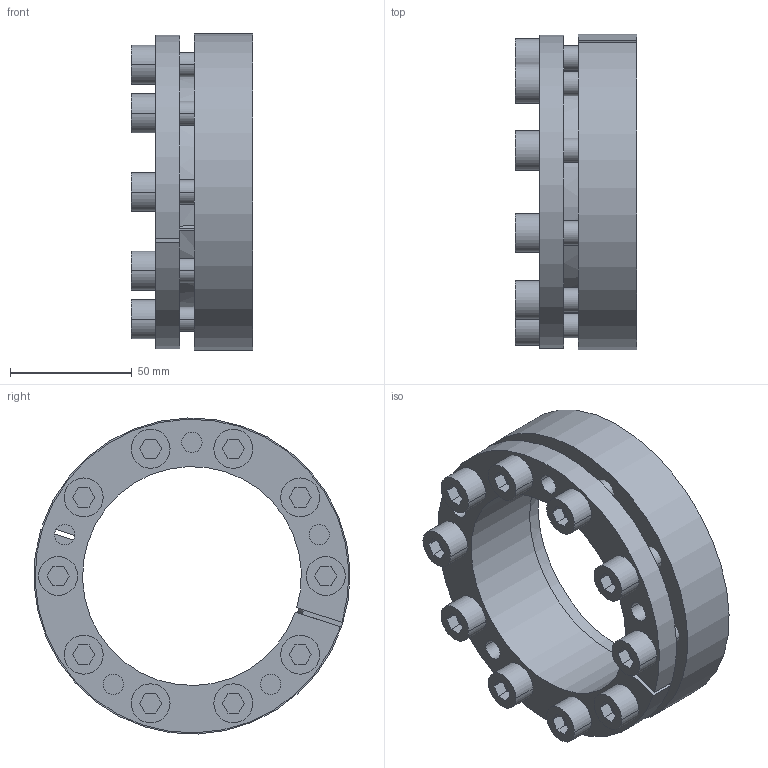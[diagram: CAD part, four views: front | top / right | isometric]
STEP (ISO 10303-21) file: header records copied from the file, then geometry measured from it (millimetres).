
FILE_DESCRIPTION((''),'2;1');
FILE_NAME('082035090130_INT_ASM','2006-02-22T',('Rathmann'),(''),'PRO/ENGINEER BY PARAMETRIC TECHNOLOGY CORPORATION, 2005180','PRO/ENGINEER BY PARAMETRIC TECHNOLOGY CORPORATION, 2005180','');
FILE_SCHEMA(('AUTOMOTIVE_DESIGN_CC2 { 1 2 10303 214 -1 1 5 2 }'));
Length unit declared in the file: millimetre
Products named in the file (4): 082035090130I_INT; 082035090130A_INT; DIN912-M10X30_INT; 082035090130_INT_ASM
Assembly tree (12 placements, depth 2):
  082035090130_INT_ASM
    082035090130I_INT
    082035090130A_INT
    DIN912-M10X30_INT  x10
Bounding box: 50 x 129.89 x 129.92 mm (x, y, z)
Volume: 250589.5 mm3; surface area: 91594.9 mm2
Topology: 12 solids, 12 shells, 224 faces, 558 edges, 416 vertices
Faces by surface type: plane 109, cylinder 93, cone 22
Entity records: 3129 total; most frequent: DIRECTION 567, CARTESIAN_POINT 509, ORIENTED_EDGE 428, AXIS2_PLACEMENT_3D 224, EDGE_CURVE 214, VERTEX_POINT 142, EDGE_LOOP 132, CIRCLE 120
